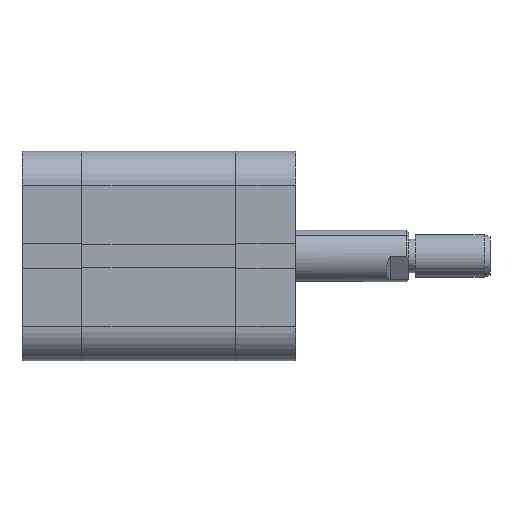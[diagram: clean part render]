
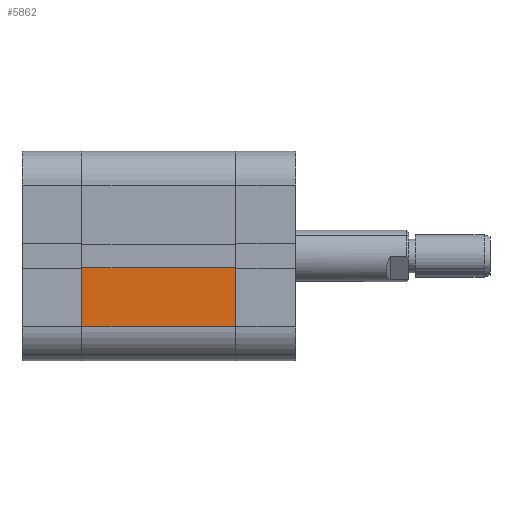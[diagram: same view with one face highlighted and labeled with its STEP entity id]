
A CAD part, front view. The second image highlights one B-rep face of the part: STEP entity #5862.
In plain terms, the highlighted planar face has unit normal (0, -1, 0).
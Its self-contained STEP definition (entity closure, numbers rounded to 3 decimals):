
#2416 = CARTESIAN_POINT ( 'NONE',  ( 36., -24.5, -24.5 ) ) ;
#3012 = ORIENTED_EDGE ( 'NONE', *, *, #25114, .T. ) ;
#4481 = VERTEX_POINT ( 'NONE', #16176 ) ;
#4648 = ORIENTED_EDGE ( 'NONE', *, *, #5120, .F. ) ;
#5120 = EDGE_CURVE ( 'NONE', #23954, #28346, #18218, .T. ) ;
#5504 = EDGE_LOOP ( 'NONE', ( #26718, #9175, #3012, #4648 ) ) ;
#5862 = ADVANCED_FACE ( 'NONE', ( #19234 ), #10915, .F. ) ;
#5863 = CARTESIAN_POINT ( 'NONE',  ( 36., -24.5, -24.5 ) ) ;
#6304 = VECTOR ( 'NONE', #32583, 1000. ) ;
#6470 = VERTEX_POINT ( 'NONE', #30638 ) ;
#6512 = LINE ( 'NONE', #25138, #15234 ) ;
#9175 = ORIENTED_EDGE ( 'NONE', *, *, #22367, .T. ) ;
#10915 = PLANE ( 'NONE',  #18045 ) ;
#11358 = CARTESIAN_POINT ( 'NONE',  ( 36.001, -24.5, -2.8 ) ) ;
#12986 = VECTOR ( 'NONE', #20830, 1000. ) ;
#15234 = VECTOR ( 'NONE', #32619, 1000. ) ;
#15994 = VECTOR ( 'NONE', #25401, 1000. ) ;
#16176 = CARTESIAN_POINT ( 'NONE',  ( 0., -24.5, -16.5 ) ) ;
#16293 = DIRECTION ( 'NONE',  ( 0., 0., 1. ) ) ;
#18045 = AXIS2_PLACEMENT_3D ( 'NONE', #5863, #32823, #16293 ) ;
#18218 = LINE ( 'NONE', #2416, #12986 ) ;
#19234 = FACE_OUTER_BOUND ( 'NONE', #5504, .T. ) ;
#20830 = DIRECTION ( 'NONE',  ( 0., 0., -1. ) ) ;
#21226 = EDGE_CURVE ( 'NONE', #23954, #6470, #30288, .T. ) ;
#21707 = CARTESIAN_POINT ( 'NONE',  ( 36., -24.5, -16.5 ) ) ;
#22367 = EDGE_CURVE ( 'NONE', #6470, #4481, #31109, .T. ) ;
#23954 = VERTEX_POINT ( 'NONE', #26177 ) ;
#25114 = EDGE_CURVE ( 'NONE', #4481, #28346, #6512, .T. ) ;
#25138 = CARTESIAN_POINT ( 'NONE',  ( 36., -24.5, -16.5 ) ) ;
#25401 = DIRECTION ( 'NONE',  ( 0., 0., -1. ) ) ;
#26177 = CARTESIAN_POINT ( 'NONE',  ( 36., -24.5, -2.8 ) ) ;
#26718 = ORIENTED_EDGE ( 'NONE', *, *, #21226, .T. ) ;
#28346 = VERTEX_POINT ( 'NONE', #21707 ) ;
#30288 = LINE ( 'NONE', #11358, #6304 ) ;
#30638 = CARTESIAN_POINT ( 'NONE',  ( 0., -24.5, -2.8 ) ) ;
#31109 = LINE ( 'NONE', #31277, #15994 ) ;
#31277 = CARTESIAN_POINT ( 'NONE',  ( 0., -24.5, -24.5 ) ) ;
#32583 = DIRECTION ( 'NONE',  ( -1., 0., 0. ) ) ;
#32619 = DIRECTION ( 'NONE',  ( 1., 0., 0. ) ) ;
#32823 = DIRECTION ( 'NONE',  ( 0., 1., 0. ) ) ;
